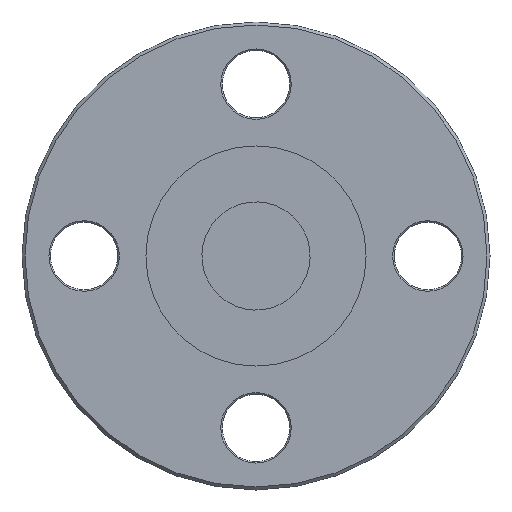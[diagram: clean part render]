
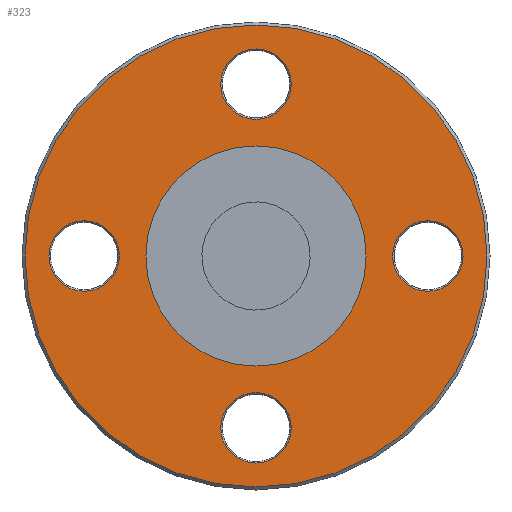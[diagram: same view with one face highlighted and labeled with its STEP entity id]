
A CAD part, front view. The second image highlights one B-rep face of the part: STEP entity #323.
In plain terms, the highlighted planar face has unit normal (0, -1, 0).
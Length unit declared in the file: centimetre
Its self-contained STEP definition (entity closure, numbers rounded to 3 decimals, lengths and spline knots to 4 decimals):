
#26=PLANE('',#361);
#39=FACE_BOUND('',#102,.T.);
#40=FACE_BOUND('',#103,.T.);
#41=FACE_BOUND('',#104,.T.);
#42=FACE_BOUND('',#105,.T.);
#43=FACE_BOUND('',#106,.T.);
#67=FACE_OUTER_BOUND('',#101,.T.);
#101=EDGE_LOOP('',(#241));
#102=EDGE_LOOP('',(#242));
#103=EDGE_LOOP('',(#243));
#104=EDGE_LOOP('',(#244));
#105=EDGE_LOOP('',(#245));
#106=EDGE_LOOP('',(#246));
#152=CIRCLE('',#360,1.17);
#153=CIRCLE('',#362,7.68);
#154=CIRCLE('',#363,1.17);
#155=CIRCLE('',#364,1.17);
#156=CIRCLE('',#365,3.66);
#157=CIRCLE('',#366,1.17);
#180=VERTEX_POINT('',#532);
#181=VERTEX_POINT('',#535);
#182=VERTEX_POINT('',#537);
#183=VERTEX_POINT('',#539);
#184=VERTEX_POINT('',#541);
#185=VERTEX_POINT('',#543);
#208=EDGE_CURVE('',#180,#180,#152,.T.);
#209=EDGE_CURVE('',#181,#181,#153,.T.);
#210=EDGE_CURVE('',#182,#182,#154,.T.);
#211=EDGE_CURVE('',#183,#183,#155,.T.);
#212=EDGE_CURVE('',#184,#184,#156,.T.);
#213=EDGE_CURVE('',#185,#185,#157,.T.);
#241=ORIENTED_EDGE('',*,*,#209,.F.);
#242=ORIENTED_EDGE('',*,*,#210,.F.);
#243=ORIENTED_EDGE('',*,*,#211,.F.);
#244=ORIENTED_EDGE('',*,*,#212,.F.);
#245=ORIENTED_EDGE('',*,*,#213,.F.);
#246=ORIENTED_EDGE('',*,*,#208,.F.);
#323=ADVANCED_FACE('',(#67,#39,#40,#41,#42,#43),#26,.T.);
#360=AXIS2_PLACEMENT_3D('',#533,#431,#432);
#361=AXIS2_PLACEMENT_3D('',#534,#433,#434);
#362=AXIS2_PLACEMENT_3D('',#536,#435,#436);
#363=AXIS2_PLACEMENT_3D('',#538,#437,#438);
#364=AXIS2_PLACEMENT_3D('',#540,#439,#440);
#365=AXIS2_PLACEMENT_3D('',#542,#441,#442);
#366=AXIS2_PLACEMENT_3D('',#544,#443,#444);
#431=DIRECTION('center_axis',(0.,-1.,0.));
#432=DIRECTION('ref_axis',(-1.,0.,0.));
#433=DIRECTION('center_axis',(0.,-1.,0.));
#434=DIRECTION('ref_axis',(0.,0.,-1.));
#435=DIRECTION('center_axis',(0.,1.,0.));
#436=DIRECTION('ref_axis',(-1.,0.,0.));
#437=DIRECTION('center_axis',(0.,-1.,0.));
#438=DIRECTION('ref_axis',(0.,0.,-1.));
#439=DIRECTION('center_axis',(0.,-1.,0.));
#440=DIRECTION('ref_axis',(0.,0.,1.));
#441=DIRECTION('center_axis',(0.,-1.,0.));
#442=DIRECTION('ref_axis',(1.,0.,0.));
#443=DIRECTION('center_axis',(0.,-1.,0.));
#444=DIRECTION('ref_axis',(1.,0.,0.));
#532=CARTESIAN_POINT('',(1.17,0.16,5.715));
#533=CARTESIAN_POINT('Origin',(0.,0.16,5.715));
#534=CARTESIAN_POINT('Origin',(5.72,0.16,0.));
#535=CARTESIAN_POINT('',(7.68,0.16,0.));
#536=CARTESIAN_POINT('Origin',(0.,0.16,0.));
#537=CARTESIAN_POINT('',(-5.715,0.16,1.17));
#538=CARTESIAN_POINT('Origin',(-5.715,0.16,0.));
#539=CARTESIAN_POINT('',(5.715,0.16,-1.17));
#540=CARTESIAN_POINT('Origin',(5.715,0.16,0.));
#541=CARTESIAN_POINT('',(3.66,0.16,0.));
#542=CARTESIAN_POINT('Origin',(0.,0.16,0.));
#543=CARTESIAN_POINT('',(-1.17,0.16,-5.715));
#544=CARTESIAN_POINT('Origin',(0.,0.16,-5.715));
